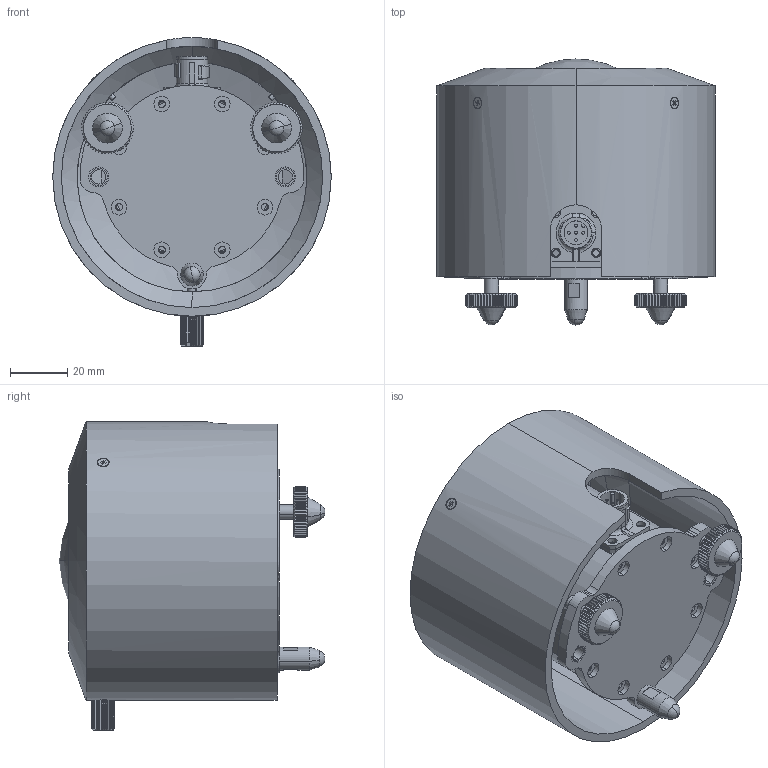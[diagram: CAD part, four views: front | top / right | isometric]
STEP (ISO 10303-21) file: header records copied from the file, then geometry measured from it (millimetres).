
FILE_DESCRIPTION (( 'STEP AP203' ), '1' );
FILE_NAME ('MS-21_本体外形図.STEP', '2022-11-01T09:22:52', ( '' ), ( '' ), 'SwSTEP 2.0', 'SolidWorks 2022', '' );
FILE_SCHEMA (( 'CONFIG_CONTROL_DESIGN' ));
Length unit declared in the file: millimetre
Products named in the file (1): MS-21_本体外形図
Bounding box: 97 x 92.61 x 107.5 mm (x, y, z)
Volume: 292751.3 mm3; surface area: 77033.5 mm2
Topology: 6 solids, 11 shells, 1051 faces, 2669 edges, 1695 vertices
Faces by surface type: plane 509, cylinder 408, cone 109, bspline 11, sphere 8, torus 6
Entity records: 35173 total; most frequent: CARTESIAN_POINT 10161, ORIENTED_EDGE 5314, DIRECTION 5136, EDGE_CURVE 2657, AXIS2_PLACEMENT_3D 2036, VERTEX_POINT 1695, EDGE_LOOP 1134, VECTOR 1064
